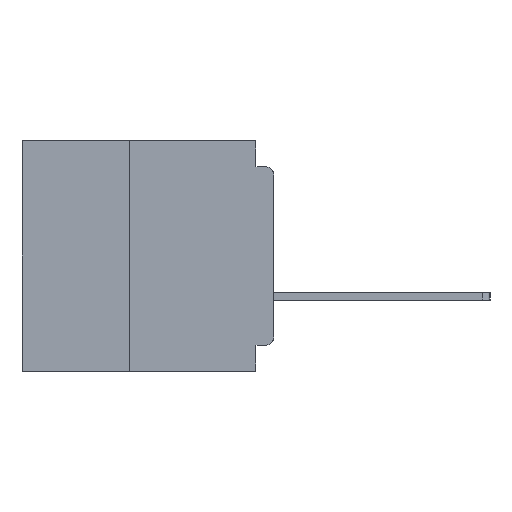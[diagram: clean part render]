
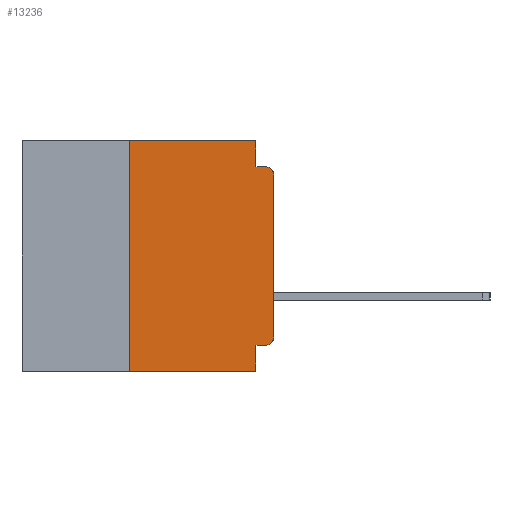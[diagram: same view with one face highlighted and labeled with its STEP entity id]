
A CAD part, left-side view. The second image highlights one B-rep face of the part: STEP entity #13236.
In plain terms, the highlighted planar face has unit normal (-1, 0, 0).
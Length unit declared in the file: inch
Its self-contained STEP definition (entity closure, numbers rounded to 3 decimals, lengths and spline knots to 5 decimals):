
#178 = VERTEX_POINT ( 'NONE', #44538 ) ;
#1412 = CIRCLE ( 'NONE', #20483, 0.015 ) ;
#1821 = VERTEX_POINT ( 'NONE', #15815 ) ;
#1993 = DIRECTION ( 'NONE',  ( 0., 0., 1. ) ) ;
#2053 = ORIENTED_EDGE ( 'NONE', *, *, #33080, .F. ) ;
#2335 = EDGE_CURVE ( 'NONE', #35761, #13003, #20235, .T. ) ;
#2354 = VECTOR ( 'NONE', #3634, 39.37008 ) ;
#2611 = EDGE_CURVE ( 'NONE', #41301, #42505, #13691, .T. ) ;
#3634 = DIRECTION ( 'NONE',  ( 0., 0., 1. ) ) ;
#5113 = EDGE_CURVE ( 'NONE', #13003, #35804, #29347, .T. ) ;
#5646 = VERTEX_POINT ( 'NONE', #35575 ) ;
#8507 = CARTESIAN_POINT ( 'NONE',  ( 0., 0.031, -0.4 ) ) ;
#8569 = ORIENTED_EDGE ( 'NONE', *, *, #5113, .T. ) ;
#10152 = CARTESIAN_POINT ( 'NONE',  ( 0., 0.031, 0. ) ) ;
#10339 = DIRECTION ( 'NONE',  ( 0., -1., 0. ) ) ;
#10455 = PLANE ( 'NONE',  #17228 ) ;
#10469 = VERTEX_POINT ( 'NONE', #52684 ) ;
#10951 = LINE ( 'NONE', #49261, #33293 ) ;
#11043 = CARTESIAN_POINT ( 'NONE',  ( 0., 0., -0.045 ) ) ;
#11557 = DIRECTION ( 'NONE',  ( -1., 0., 0. ) ) ;
#11583 = CARTESIAN_POINT ( 'NONE',  ( 0., 0., -0.06 ) ) ;
#12548 = AXIS2_PLACEMENT_3D ( 'NONE', #23396, #52799, #27592 ) ;
#13003 = VERTEX_POINT ( 'NONE', #11583 ) ;
#13236 = ADVANCED_FACE ( 'NONE', ( #19376 ), #10455, .F. ) ;
#13691 = LINE ( 'NONE', #33305, #2354 ) ;
#14310 = ORIENTED_EDGE ( 'NONE', *, *, #2335, .T. ) ;
#15815 = CARTESIAN_POINT ( 'NONE',  ( 0., 0.031, -0.4 ) ) ;
#16158 = VECTOR ( 'NONE', #36203, 39.37008 ) ;
#17228 = AXIS2_PLACEMENT_3D ( 'NONE', #44132, #52609, #27399 ) ;
#17375 = CARTESIAN_POINT ( 'NONE',  ( 0., 0.25, 0. ) ) ;
#17480 = LINE ( 'NONE', #11043, #16158 ) ;
#18784 = EDGE_CURVE ( 'NONE', #178, #10469, #30661, .T. ) ;
#18822 = ORIENTED_EDGE ( 'NONE', *, *, #2611, .F. ) ;
#19325 = VERTEX_POINT ( 'NONE', #47302 ) ;
#19376 = FACE_OUTER_BOUND ( 'NONE', #44573, .T. ) ;
#19404 = VECTOR ( 'NONE', #32888, 39.37008 ) ;
#19552 = VECTOR ( 'NONE', #27104, 39.37008 ) ;
#20235 = LINE ( 'NONE', #44047, #51144 ) ;
#20483 = AXIS2_PLACEMENT_3D ( 'NONE', #36700, #11557, #40954 ) ;
#20800 = VECTOR ( 'NONE', #29505, 39.37008 ) ;
#21174 = ORIENTED_EDGE ( 'NONE', *, *, #41611, .T. ) ;
#22710 = ORIENTED_EDGE ( 'NONE', *, *, #52349, .T. ) ;
#23396 = CARTESIAN_POINT ( 'NONE',  ( 0., 0.015, -0.06 ) ) ;
#24047 = DIRECTION ( 'NONE',  ( 0., -1., 0. ) ) ;
#27104 = DIRECTION ( 'NONE',  ( 0., 0., -1. ) ) ;
#27399 = DIRECTION ( 'NONE',  ( 0., 0., -1. ) ) ;
#27592 = DIRECTION ( 'NONE',  ( 0., 0., -1. ) ) ;
#29259 = CARTESIAN_POINT ( 'NONE',  ( 0., 0.015, -0.045 ) ) ;
#29347 = CIRCLE ( 'NONE', #12548, 0.015 ) ;
#29505 = DIRECTION ( 'NONE',  ( 0., 0., -1. ) ) ;
#30661 = LINE ( 'NONE', #10152, #19552 ) ;
#32888 = DIRECTION ( 'NONE',  ( 0., 1., 0. ) ) ;
#33080 = EDGE_CURVE ( 'NONE', #10469, #35804, #17480, .T. ) ;
#33127 = ORIENTED_EDGE ( 'NONE', *, *, #49498, .F. ) ;
#33293 = VECTOR ( 'NONE', #24047, 39.37008 ) ;
#33305 = CARTESIAN_POINT ( 'NONE',  ( 0., 0.25, -0.4 ) ) ;
#33461 = ORIENTED_EDGE ( 'NONE', *, *, #18784, .F. ) ;
#34505 = CARTESIAN_POINT ( 'NONE',  ( 0., 0.25, -0.4 ) ) ;
#35575 = CARTESIAN_POINT ( 'NONE',  ( 0., 0.031, -0.355 ) ) ;
#35761 = VERTEX_POINT ( 'NONE', #45813 ) ;
#35804 = VERTEX_POINT ( 'NONE', #29259 ) ;
#36203 = DIRECTION ( 'NONE',  ( 0., -1., 0. ) ) ;
#36700 = CARTESIAN_POINT ( 'NONE',  ( 0., 0.015, -0.34 ) ) ;
#40954 = DIRECTION ( 'NONE',  ( 0., 0., -1. ) ) ;
#41075 = EDGE_CURVE ( 'NONE', #42505, #178, #51211, .T. ) ;
#41301 = VERTEX_POINT ( 'NONE', #34505 ) ;
#41611 = EDGE_CURVE ( 'NONE', #41301, #1821, #10951, .T. ) ;
#42505 = VERTEX_POINT ( 'NONE', #17375 ) ;
#43111 = LINE ( 'NONE', #8507, #20800 ) ;
#44015 = CARTESIAN_POINT ( 'NONE',  ( 0., 0.437, 0. ) ) ;
#44047 = CARTESIAN_POINT ( 'NONE',  ( 0., 0., 0. ) ) ;
#44132 = CARTESIAN_POINT ( 'NONE',  ( 0., 0.437, 0. ) ) ;
#44538 = CARTESIAN_POINT ( 'NONE',  ( 0., 0.031, 0. ) ) ;
#44573 = EDGE_LOOP ( 'NONE', ( #14310, #8569, #2053, #33461, #49497, #18822, #21174, #54533, #33127, #22710 ) ) ;
#45813 = CARTESIAN_POINT ( 'NONE',  ( 0., 0., -0.34 ) ) ;
#47302 = CARTESIAN_POINT ( 'NONE',  ( 0., 0.015, -0.355 ) ) ;
#49261 = CARTESIAN_POINT ( 'NONE',  ( 0., 0.437, -0.4 ) ) ;
#49497 = ORIENTED_EDGE ( 'NONE', *, *, #41075, .F. ) ;
#49498 = EDGE_CURVE ( 'NONE', #19325, #5646, #52925, .T. ) ;
#49881 = VECTOR ( 'NONE', #10339, 39.37008 ) ;
#51144 = VECTOR ( 'NONE', #1993, 39.37008 ) ;
#51211 = LINE ( 'NONE', #44015, #49881 ) ;
#51338 = EDGE_CURVE ( 'NONE', #5646, #1821, #43111, .T. ) ;
#52349 = EDGE_CURVE ( 'NONE', #19325, #35761, #1412, .T. ) ;
#52609 = DIRECTION ( 'NONE',  ( 1., 0., 0. ) ) ;
#52684 = CARTESIAN_POINT ( 'NONE',  ( 0., 0.031, -0.045 ) ) ;
#52799 = DIRECTION ( 'NONE',  ( -1., 0., 0. ) ) ;
#52925 = LINE ( 'NONE', #53878, #19404 ) ;
#53878 = CARTESIAN_POINT ( 'NONE',  ( 0., 0., -0.355 ) ) ;
#54533 = ORIENTED_EDGE ( 'NONE', *, *, #51338, .F. ) ;
